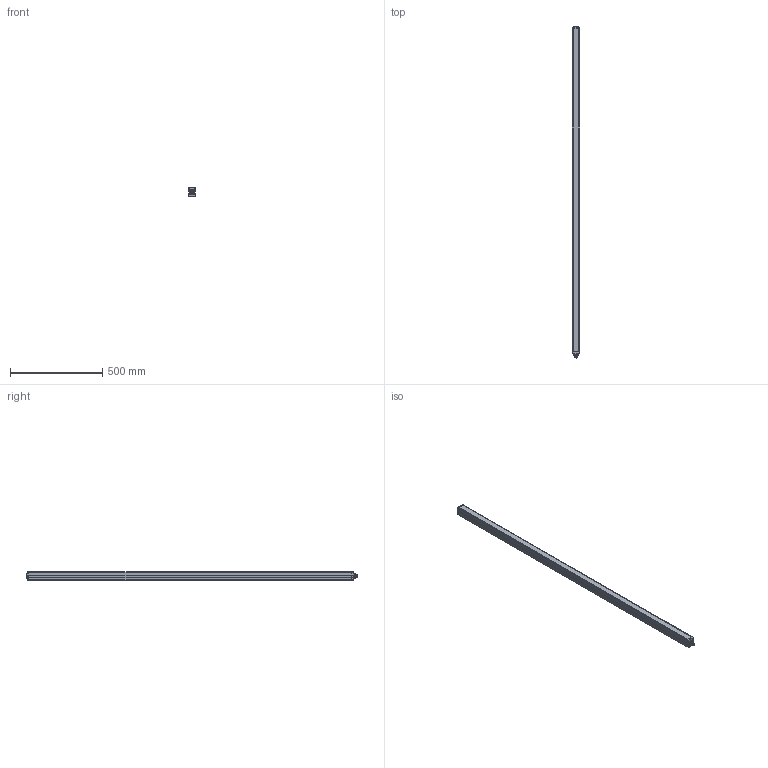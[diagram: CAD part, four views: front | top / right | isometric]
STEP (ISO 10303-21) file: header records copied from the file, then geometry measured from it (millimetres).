
FILE_DESCRIPTION (( 'STEP AP214' ), '1' );
FILE_NAME ('YBB-30R4-1700-G012.step', '2016-12-19T13:51:45', ( '' ), ( '' ), 'SwSTEP 2.0', 'SolidWorks 2016', '' );
FILE_SCHEMA (( 'AUTOMOTIVE_DESIGN' ));
Length unit declared in the file: millimetre
Products named in the file (1): YBB-30R4-1700-G012
Bounding box: 42 x 1799 x 48 mm (x, y, z)
Volume: 3176759.6 mm3; surface area: 394749.3 mm2
Topology: 19 solids, 19 shells, 440 faces, 1054 edges, 636 vertices
Faces by surface type: plane 208, cylinder 168, sphere 27, torus 19, cone 10, bspline 8
Entity records: 12782 total; most frequent: CARTESIAN_POINT 2584, DIRECTION 2128, ORIENTED_EDGE 2032, EDGE_CURVE 1016, AXIS2_PLACEMENT_3D 745, LINE 638, VECTOR 638, VERTEX_POINT 625
